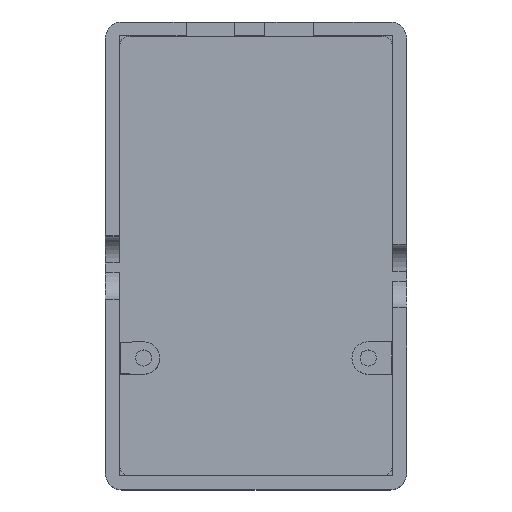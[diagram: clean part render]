
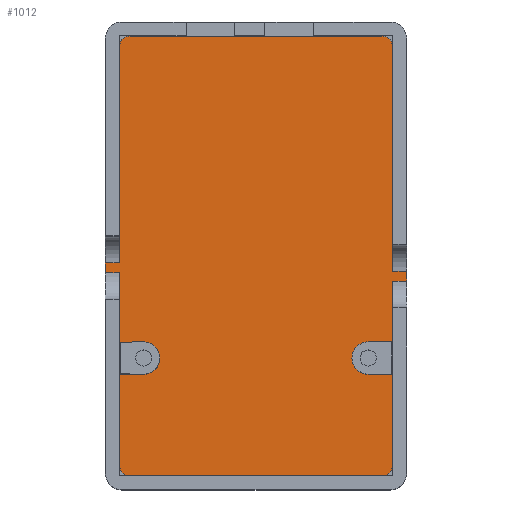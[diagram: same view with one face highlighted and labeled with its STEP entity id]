
A CAD part, top view. The second image highlights one B-rep face of the part: STEP entity #1012.
In plain terms, the highlighted planar face has unit normal (0, 0, 1).
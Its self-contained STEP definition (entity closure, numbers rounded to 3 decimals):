
#15=FACE_BOUND('',#95,.T.);
#16=FACE_BOUND('',#96,.T.);
#38=FACE_OUTER_BOUND('',#94,.T.);
#94=EDGE_LOOP('',(#679,#680,#681,#682,#683,#684,#685,#686,#687,#688,#689,
#690,#691,#692,#693,#694));
#95=EDGE_LOOP('',(#695,#696,#697,#698));
#96=EDGE_LOOP('',(#699,#700,#701,#702));
#153=CIRCLE('',#1072,2.);
#155=CIRCLE('',#1075,2.);
#156=CIRCLE('',#1076,2.);
#157=CIRCLE('',#1077,2.);
#158=CIRCLE('',#1078,3.);
#159=CIRCLE('',#1079,3.);
#189=LINE('',#1477,#307);
#190=LINE('',#1481,#308);
#191=LINE('',#1483,#309);
#192=LINE('',#1485,#310);
#193=LINE('',#1487,#311);
#194=LINE('',#1489,#312);
#195=LINE('',#1493,#313);
#196=LINE('',#1497,#314);
#197=LINE('',#1499,#315);
#198=LINE('',#1501,#316);
#199=LINE('',#1503,#317);
#200=LINE('',#1504,#318);
#201=LINE('',#1509,#319);
#202=LINE('',#1511,#320);
#203=LINE('',#1512,#321);
#204=LINE('',#1515,#322);
#205=LINE('',#1519,#323);
#206=LINE('',#1520,#324);
#307=VECTOR('',#1179,10.);
#308=VECTOR('',#1182,10.);
#309=VECTOR('',#1183,10.);
#310=VECTOR('',#1184,10.);
#311=VECTOR('',#1185,10.);
#312=VECTOR('',#1186,10.);
#313=VECTOR('',#1189,10.);
#314=VECTOR('',#1192,10.);
#315=VECTOR('',#1193,10.);
#316=VECTOR('',#1194,10.);
#317=VECTOR('',#1195,10.);
#318=VECTOR('',#1196,10.);
#319=VECTOR('',#1199,10.);
#320=VECTOR('',#1200,10.);
#321=VECTOR('',#1201,10.);
#322=VECTOR('',#1202,10.);
#323=VECTOR('',#1205,10.);
#324=VECTOR('',#1206,10.);
#425=VERTEX_POINT('',#1467);
#426=VERTEX_POINT('',#1468);
#429=VERTEX_POINT('',#1476);
#430=VERTEX_POINT('',#1478);
#431=VERTEX_POINT('',#1480);
#432=VERTEX_POINT('',#1482);
#433=VERTEX_POINT('',#1484);
#434=VERTEX_POINT('',#1486);
#435=VERTEX_POINT('',#1488);
#436=VERTEX_POINT('',#1490);
#437=VERTEX_POINT('',#1492);
#438=VERTEX_POINT('',#1494);
#439=VERTEX_POINT('',#1496);
#440=VERTEX_POINT('',#1498);
#441=VERTEX_POINT('',#1500);
#442=VERTEX_POINT('',#1502);
#443=VERTEX_POINT('',#1505);
#444=VERTEX_POINT('',#1506);
#445=VERTEX_POINT('',#1508);
#446=VERTEX_POINT('',#1510);
#447=VERTEX_POINT('',#1513);
#448=VERTEX_POINT('',#1514);
#449=VERTEX_POINT('',#1516);
#450=VERTEX_POINT('',#1518);
#525=EDGE_CURVE('',#425,#426,#153,.T.);
#529=EDGE_CURVE('',#429,#426,#189,.T.);
#530=EDGE_CURVE('',#429,#430,#155,.T.);
#531=EDGE_CURVE('',#431,#430,#190,.T.);
#532=EDGE_CURVE('',#432,#431,#191,.T.);
#533=EDGE_CURVE('',#433,#432,#192,.T.);
#534=EDGE_CURVE('',#434,#433,#193,.T.);
#535=EDGE_CURVE('',#435,#434,#194,.T.);
#536=EDGE_CURVE('',#435,#436,#156,.T.);
#537=EDGE_CURVE('',#437,#436,#195,.T.);
#538=EDGE_CURVE('',#437,#438,#157,.T.);
#539=EDGE_CURVE('',#439,#438,#196,.T.);
#540=EDGE_CURVE('',#440,#439,#197,.T.);
#541=EDGE_CURVE('',#441,#440,#198,.T.);
#542=EDGE_CURVE('',#442,#441,#199,.T.);
#543=EDGE_CURVE('',#442,#425,#200,.T.);
#544=EDGE_CURVE('',#443,#444,#158,.T.);
#545=EDGE_CURVE('',#445,#443,#201,.T.);
#546=EDGE_CURVE('',#446,#445,#202,.T.);
#547=EDGE_CURVE('',#444,#446,#203,.T.);
#548=EDGE_CURVE('',#447,#448,#204,.T.);
#549=EDGE_CURVE('',#449,#447,#159,.T.);
#550=EDGE_CURVE('',#450,#449,#205,.T.);
#551=EDGE_CURVE('',#448,#450,#206,.T.);
#679=ORIENTED_EDGE('',*,*,#525,.T.);
#680=ORIENTED_EDGE('',*,*,#529,.F.);
#681=ORIENTED_EDGE('',*,*,#530,.T.);
#682=ORIENTED_EDGE('',*,*,#531,.F.);
#683=ORIENTED_EDGE('',*,*,#532,.F.);
#684=ORIENTED_EDGE('',*,*,#533,.F.);
#685=ORIENTED_EDGE('',*,*,#534,.F.);
#686=ORIENTED_EDGE('',*,*,#535,.F.);
#687=ORIENTED_EDGE('',*,*,#536,.T.);
#688=ORIENTED_EDGE('',*,*,#537,.F.);
#689=ORIENTED_EDGE('',*,*,#538,.T.);
#690=ORIENTED_EDGE('',*,*,#539,.F.);
#691=ORIENTED_EDGE('',*,*,#540,.F.);
#692=ORIENTED_EDGE('',*,*,#541,.F.);
#693=ORIENTED_EDGE('',*,*,#542,.F.);
#694=ORIENTED_EDGE('',*,*,#543,.T.);
#695=ORIENTED_EDGE('',*,*,#544,.F.);
#696=ORIENTED_EDGE('',*,*,#545,.F.);
#697=ORIENTED_EDGE('',*,*,#546,.F.);
#698=ORIENTED_EDGE('',*,*,#547,.F.);
#699=ORIENTED_EDGE('',*,*,#548,.F.);
#700=ORIENTED_EDGE('',*,*,#549,.F.);
#701=ORIENTED_EDGE('',*,*,#550,.F.);
#702=ORIENTED_EDGE('',*,*,#551,.F.);
#971=PLANE('',#1074);
#1012=ADVANCED_FACE('',(#38,#15,#16),#971,.F.);
#1072=AXIS2_PLACEMENT_3D('',#1469,#1171,#1172);
#1074=AXIS2_PLACEMENT_3D('',#1475,#1177,#1178);
#1075=AXIS2_PLACEMENT_3D('',#1479,#1180,#1181);
#1076=AXIS2_PLACEMENT_3D('',#1491,#1187,#1188);
#1077=AXIS2_PLACEMENT_3D('',#1495,#1190,#1191);
#1078=AXIS2_PLACEMENT_3D('',#1507,#1197,#1198);
#1079=AXIS2_PLACEMENT_3D('',#1517,#1203,#1204);
#1171=DIRECTION('center_axis',(0.,0.,1.));
#1172=DIRECTION('ref_axis',(0.707,0.707,0.));
#1177=DIRECTION('center_axis',(0.,0.,-1.));
#1178=DIRECTION('ref_axis',(-1.,0.,0.));
#1179=DIRECTION('',(1.,0.,0.));
#1180=DIRECTION('center_axis',(0.,0.,1.));
#1181=DIRECTION('ref_axis',(-0.707,0.707,0.));
#1182=DIRECTION('',(0.,1.,0.));
#1183=DIRECTION('',(1.,0.,0.));
#1184=DIRECTION('',(0.,1.,0.));
#1185=DIRECTION('',(-1.,0.,0.));
#1186=DIRECTION('',(0.,1.,0.));
#1187=DIRECTION('center_axis',(0.,0.,1.));
#1188=DIRECTION('ref_axis',(-0.707,-0.707,0.));
#1189=DIRECTION('',(-1.,0.,0.));
#1190=DIRECTION('center_axis',(0.,0.,1.));
#1191=DIRECTION('ref_axis',(0.707,-0.707,0.));
#1192=DIRECTION('',(0.,-1.,0.));
#1193=DIRECTION('',(-1.,0.,0.));
#1194=DIRECTION('',(0.,-1.,0.));
#1195=DIRECTION('',(1.,0.,0.));
#1196=DIRECTION('',(0.,1.,0.));
#1197=DIRECTION('center_axis',(0.,0.,1.));
#1198=DIRECTION('ref_axis',(1.,0.,0.));
#1199=DIRECTION('',(-1.,0.003,0.));
#1200=DIRECTION('',(0.,1.,0.));
#1201=DIRECTION('',(1.,0.003,0.));
#1202=DIRECTION('',(-1.,-0.01,0.));
#1203=DIRECTION('center_axis',(0.,0.,1.));
#1204=DIRECTION('ref_axis',(1.,0.,0.));
#1205=DIRECTION('',(1.,-0.01,0.));
#1206=DIRECTION('',(0.,-1.,0.));
#1467=CARTESIAN_POINT('',(25.4,38.9,-17.4));
#1468=CARTESIAN_POINT('',(23.4,40.9,-17.4));
#1469=CARTESIAN_POINT('Origin',(23.4,38.9,-17.4));
#1475=CARTESIAN_POINT('Origin',(0.,0.,
-17.4));
#1476=CARTESIAN_POINT('',(-23.4,40.9,-17.4));
#1477=CARTESIAN_POINT('',(-14.,40.9,-17.4));
#1478=CARTESIAN_POINT('',(-25.4,38.9,-17.4));
#1479=CARTESIAN_POINT('Origin',(-23.4,38.9,-17.4));
#1480=CARTESIAN_POINT('',(-25.4,-1.28,-17.4));
#1481=CARTESIAN_POINT('',(-25.4,-21.75,-17.4));
#1482=CARTESIAN_POINT('',(-28.,-1.28,-17.4));
#1483=CARTESIAN_POINT('',(-14.,-1.28,-17.4));
#1484=CARTESIAN_POINT('',(-28.,-3.106,-17.4));
#1485=CARTESIAN_POINT('',(-28.,-21.75,-17.4));
#1486=CARTESIAN_POINT('',(-25.4,-3.106,-17.4));
#1487=CARTESIAN_POINT('',(-12.613,-3.106,-17.4));
#1488=CARTESIAN_POINT('',(-25.4,-38.9,-17.4));
#1489=CARTESIAN_POINT('',(-25.4,-21.75,-17.4));
#1490=CARTESIAN_POINT('',(-23.4,-40.9,-17.4));
#1491=CARTESIAN_POINT('Origin',(-23.4,-38.9,-17.4));
#1492=CARTESIAN_POINT('',(23.4,-40.9,-17.4));
#1493=CARTESIAN_POINT('',(14.,-40.9,-17.4));
#1494=CARTESIAN_POINT('',(25.4,-38.9,-17.4));
#1495=CARTESIAN_POINT('Origin',(23.4,-38.9,-17.4));
#1496=CARTESIAN_POINT('',(25.4,-4.652,-17.4));
#1497=CARTESIAN_POINT('',(25.4,21.75,-17.4));
#1498=CARTESIAN_POINT('',(28.,-4.652,-17.4));
#1499=CARTESIAN_POINT('',(14.,-4.652,-17.4));
#1500=CARTESIAN_POINT('',(28.,-2.851,-17.4));
#1501=CARTESIAN_POINT('',(28.,21.75,-17.4));
#1502=CARTESIAN_POINT('',(25.4,-2.851,-17.4));
#1503=CARTESIAN_POINT('',(12.613,-2.851,-17.4));
#1504=CARTESIAN_POINT('',(25.4,2.325,-17.4));
#1505=CARTESIAN_POINT('',(20.858,-15.988,-17.4));
#1506=CARTESIAN_POINT('',(20.858,-21.987,-17.4));
#1507=CARTESIAN_POINT('Origin',(20.85,-18.988,-17.4));
#1508=CARTESIAN_POINT('',(25.225,-15.999,-17.4));
#1509=CARTESIAN_POINT('',(10.408,-15.96,-17.4));
#1510=CARTESIAN_POINT('',(25.225,-21.976,-17.4));
#1511=CARTESIAN_POINT('',(25.225,-8.,-17.4));
#1512=CARTESIAN_POINT('',(12.642,-22.009,-17.4));
#1513=CARTESIAN_POINT('',(-20.905,-15.988,-17.4));
#1514=CARTESIAN_POINT('',(-25.225,-16.031,-17.4));
#1515=CARTESIAN_POINT('',(-12.533,-15.903,-17.4));
#1516=CARTESIAN_POINT('',(-20.905,-21.987,-17.4));
#1517=CARTESIAN_POINT('Origin',(-20.875,-18.988,-17.4));
#1518=CARTESIAN_POINT('',(-25.225,-21.944,-17.4));
#1519=CARTESIAN_POINT('',(-10.564,-22.091,-17.4));
#1520=CARTESIAN_POINT('',(-25.225,-10.972,-17.4));
